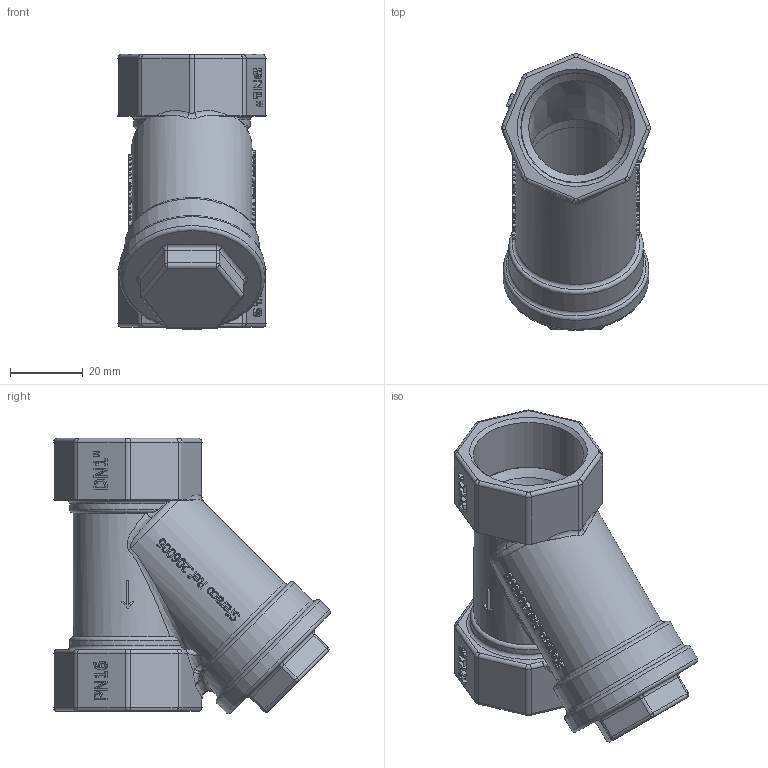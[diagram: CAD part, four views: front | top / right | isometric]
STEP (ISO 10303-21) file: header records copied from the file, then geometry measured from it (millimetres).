
FILE_DESCRIPTION(/* description */ ('206006'),/* implementation_level */ '2;1');
FILE_NAME(/* name */ '206006.stp',/* time_stamp */ '2015-03-10T14:04:04+01:00',/* author */ ('jmorand'),/* organization */ ('Sferaco'),/* preprocessor_version */ 'ST-DEVELOPER v15.6',/* originating_system */ 'Autodesk Inventor 2015',/* authorisation */ '');
FILE_SCHEMA (('AUTOMOTIVE_DESIGN { 1 0 10303 214 3 1 1 }'));
Products named in the file (1): 206006_bd
Bounding box: 40.79 x 76.01 x 75.62 mm (x, y, z)
Volume: 41719.5 mm3; surface area: 33456.4 mm2
Topology: 1 solids, 2 shells, 1043 faces, 2738 edges, 1787 vertices
Faces by surface type: bspline 504, plane 366, cylinder 140, torus 24, sphere 6, cone 3
Full cylindrical faces by diameter (mm): 21 x1, 25 x2, 26 x1, 26.5 x1, 27.5 x1, 30.291 x2, 31.5 x1, 33 x2, 35.4 x1, 37 x1, 40 x1
Entity records: 44542 total; most frequent: CARTESIAN_POINT 20926, ORIENTED_EDGE 5414, DIRECTION 3249, EDGE_CURVE 2707, VERTEX_POINT 1778, LINE 1317, VECTOR 1317, EDGE_LOOP 1157
